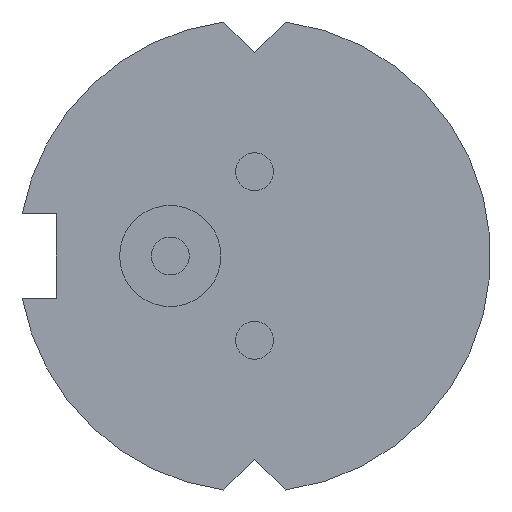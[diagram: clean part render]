
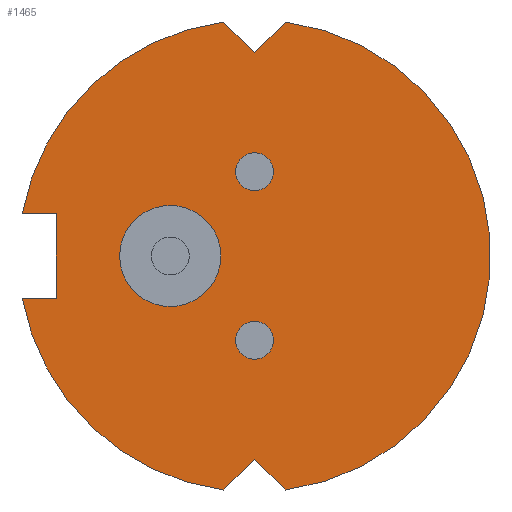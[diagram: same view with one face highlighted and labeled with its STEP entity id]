
A CAD part, front view. The second image highlights one B-rep face of the part: STEP entity #1465.
In plain terms, the highlighted planar face has unit normal (0, -1, 0).
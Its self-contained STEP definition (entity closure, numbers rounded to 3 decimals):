
#8 = LINE ( 'NONE', #1492, #585 ) ;
#11 = CARTESIAN_POINT ( 'NONE',  ( -0.367, 0., -2.776 ) ) ;
#16 = EDGE_CURVE ( 'NONE', #874, #635, #684, .T. ) ;
#92 = CARTESIAN_POINT ( 'NONE',  ( 0., 0., 1.225 ) ) ;
#95 = DIRECTION ( 'NONE',  ( 0., 1., 0. ) ) ;
#113 = DIRECTION ( 'NONE',  ( 0., 0., 1. ) ) ;
#115 = ORIENTED_EDGE ( 'NONE', *, *, #820, .F. ) ;
#139 = CARTESIAN_POINT ( 'NONE',  ( 0., 0., -1.225 ) ) ;
#143 = CIRCLE ( 'NONE', #497, 0.225 ) ;
#160 = VERTEX_POINT ( 'NONE', #161 ) ;
#161 = CARTESIAN_POINT ( 'NONE',  ( -2.755, 0., 0.5 ) ) ;
#168 = CARTESIAN_POINT ( 'NONE',  ( 0., 0., 1. ) ) ;
#181 = DIRECTION ( 'NONE',  ( 0., 0., 1. ) ) ;
#188 = DIRECTION ( 'NONE',  ( 0., 1., 0. ) ) ;
#195 = ORIENTED_EDGE ( 'NONE', *, *, #1325, .F. ) ;
#198 = CARTESIAN_POINT ( 'NONE',  ( -1., 0., 0. ) ) ;
#201 = AXIS2_PLACEMENT_3D ( 'NONE', #1540, #461, #333 ) ;
#217 = ORIENTED_EDGE ( 'NONE', *, *, #1063, .F. ) ;
#238 = CARTESIAN_POINT ( 'NONE',  ( -1.205, 0., 1.205 ) ) ;
#245 = CIRCLE ( 'NONE', #1525, 0.6 ) ;
#248 = DIRECTION ( 'NONE',  ( 1., 0., 0. ) ) ;
#250 = LINE ( 'NONE', #1463, #968 ) ;
#263 = ORIENTED_EDGE ( 'NONE', *, *, #543, .F. ) ;
#275 = AXIS2_PLACEMENT_3D ( 'NONE', #198, #939, #707 ) ;
#276 = LINE ( 'NONE', #916, #1252 ) ;
#277 = CARTESIAN_POINT ( 'NONE',  ( 0., 0., 0. ) ) ;
#313 = EDGE_LOOP ( 'NONE', ( #668, #1129, #217, #621, #1162, #387, #949, #754, #1334, #195 ) ) ;
#333 = DIRECTION ( 'NONE',  ( 0., 0., 1. ) ) ;
#338 = VERTEX_POINT ( 'NONE', #352 ) ;
#352 = CARTESIAN_POINT ( 'NONE',  ( -2.755, 0., -0.5 ) ) ;
#368 = EDGE_CURVE ( 'NONE', #338, #635, #979, .T. ) ;
#386 = CIRCLE ( 'NONE', #1294, 0.225 ) ;
#387 = ORIENTED_EDGE ( 'NONE', *, *, #537, .F. ) ;
#390 = FACE_BOUND ( 'NONE', #1379, .T. ) ;
#395 = CIRCLE ( 'NONE', #571, 2.8 ) ;
#396 = CARTESIAN_POINT ( 'NONE',  ( 1.205, 0., -1.205 ) ) ;
#405 = DIRECTION ( 'NONE',  ( -0.707, 0., -0.707 ) ) ;
#441 = DIRECTION ( 'NONE',  ( 0., -1., 0. ) ) ;
#447 = CARTESIAN_POINT ( 'NONE',  ( -1., 0., 0. ) ) ;
#452 = EDGE_CURVE ( 'NONE', #1011, #1104, #1397, .T. ) ;
#454 = CIRCLE ( 'NONE', #814, 2.8 ) ;
#458 = EDGE_CURVE ( 'NONE', #494, #1095, #143, .T. ) ;
#461 = DIRECTION ( 'NONE',  ( 0., -1., 0. ) ) ;
#462 = CARTESIAN_POINT ( 'NONE',  ( 0.367, 0., 2.776 ) ) ;
#494 = VERTEX_POINT ( 'NONE', #92 ) ;
#497 = AXIS2_PLACEMENT_3D ( 'NONE', #168, #1390, #660 ) ;
#502 = DIRECTION ( 'NONE',  ( -0.707, 0., 0.707 ) ) ;
#504 = FACE_BOUND ( 'NONE', #675, .T. ) ;
#537 = EDGE_CURVE ( 'NONE', #755, #1527, #889, .T. ) ;
#543 = EDGE_CURVE ( 'NONE', #1488, #764, #766, .T. ) ;
#558 = CIRCLE ( 'NONE', #795, 0.225 ) ;
#571 = AXIS2_PLACEMENT_3D ( 'NONE', #1291, #188, #680 ) ;
#572 = VECTOR ( 'NONE', #248, 1000. ) ;
#584 = EDGE_CURVE ( 'NONE', #764, #1488, #245, .T. ) ;
#585 = VECTOR ( 'NONE', #1243, 1000. ) ;
#594 = DIRECTION ( 'NONE',  ( 0., 0., 1. ) ) ;
#621 = ORIENTED_EDGE ( 'NONE', *, *, #452, .F. ) ;
#627 = CARTESIAN_POINT ( 'NONE',  ( 0., 0., 0. ) ) ;
#635 = VERTEX_POINT ( 'NONE', #1319 ) ;
#659 = EDGE_CURVE ( 'NONE', #1011, #1527, #276, .T. ) ;
#660 = DIRECTION ( 'NONE',  ( 0., 0., 1. ) ) ;
#665 = CIRCLE ( 'NONE', #201, 0.225 ) ;
#668 = ORIENTED_EDGE ( 'NONE', *, *, #16, .T. ) ;
#673 = DIRECTION ( 'NONE',  ( 1., 0., 0. ) ) ;
#675 = EDGE_LOOP ( 'NONE', ( #115, #1554 ) ) ;
#680 = DIRECTION ( 'NONE',  ( 0., 0., 1. ) ) ;
#684 = LINE ( 'NONE', #1311, #1552 ) ;
#699 = DIRECTION ( 'NONE',  ( 0., -1., 0. ) ) ;
#700 = CARTESIAN_POINT ( 'NONE',  ( -1., 0., -0.6 ) ) ;
#707 = DIRECTION ( 'NONE',  ( 0., 0., 1. ) ) ;
#718 = CARTESIAN_POINT ( 'NONE',  ( 0., 0., -1. ) ) ;
#723 = DIRECTION ( 'NONE',  ( 0., 1., 0. ) ) ;
#754 = ORIENTED_EDGE ( 'NONE', *, *, #1278, .T. ) ;
#755 = VERTEX_POINT ( 'NONE', #462 ) ;
#764 = VERTEX_POINT ( 'NONE', #700 ) ;
#766 = CIRCLE ( 'NONE', #275, 0.6 ) ;
#779 = FACE_BOUND ( 'NONE', #1258, .T. ) ;
#780 = ORIENTED_EDGE ( 'NONE', *, *, #458, .F. ) ;
#795 = AXIS2_PLACEMENT_3D ( 'NONE', #833, #441, #1170 ) ;
#814 = AXIS2_PLACEMENT_3D ( 'NONE', #627, #723, #113 ) ;
#816 = CARTESIAN_POINT ( 'NONE',  ( 0., 0., 0. ) ) ;
#820 = EDGE_CURVE ( 'NONE', #1031, #830, #386, .T. ) ;
#830 = VERTEX_POINT ( 'NONE', #139 ) ;
#833 = CARTESIAN_POINT ( 'NONE',  ( 0., 0., 1. ) ) ;
#852 = VECTOR ( 'NONE', #1359, 1000. ) ;
#853 = EDGE_CURVE ( 'NONE', #926, #755, #1578, .T. ) ;
#854 = ORIENTED_EDGE ( 'NONE', *, *, #1027, .F. ) ;
#864 = CARTESIAN_POINT ( 'NONE',  ( -2.35, 0., 0.5 ) ) ;
#866 = CARTESIAN_POINT ( 'NONE',  ( 0., 0., -0.5 ) ) ;
#874 = VERTEX_POINT ( 'NONE', #864 ) ;
#885 = FACE_OUTER_BOUND ( 'NONE', #313, .T. ) ;
#889 = CIRCLE ( 'NONE', #1302, 2.8 ) ;
#892 = CARTESIAN_POINT ( 'NONE',  ( 0., 0., 2.409 ) ) ;
#916 = CARTESIAN_POINT ( 'NONE',  ( -1.205, 0., -1.205 ) ) ;
#920 = CARTESIAN_POINT ( 'NONE',  ( -1., 0., 0.6 ) ) ;
#926 = VERTEX_POINT ( 'NONE', #892 ) ;
#931 = CARTESIAN_POINT ( 'NONE',  ( 0., 0., -0.775 ) ) ;
#939 = DIRECTION ( 'NONE',  ( 0., -1., 0. ) ) ;
#949 = ORIENTED_EDGE ( 'NONE', *, *, #853, .F. ) ;
#968 = VECTOR ( 'NONE', #502, 1000. ) ;
#976 = CARTESIAN_POINT ( 'NONE',  ( 0., 0., 0.775 ) ) ;
#979 = LINE ( 'NONE', #866, #572 ) ;
#985 = VECTOR ( 'NONE', #405, 1000. ) ;
#1011 = VERTEX_POINT ( 'NONE', #1432 ) ;
#1027 = EDGE_CURVE ( 'NONE', #1095, #494, #558, .T. ) ;
#1031 = VERTEX_POINT ( 'NONE', #931 ) ;
#1034 = EDGE_CURVE ( 'NONE', #830, #1031, #665, .T. ) ;
#1057 = DIRECTION ( 'NONE',  ( 0., -1., 0. ) ) ;
#1061 = DIRECTION ( 'NONE',  ( 0., 0., -1. ) ) ;
#1062 = DIRECTION ( 'NONE',  ( 0., 0., 1. ) ) ;
#1063 = EDGE_CURVE ( 'NONE', #1104, #338, #454, .T. ) ;
#1095 = VERTEX_POINT ( 'NONE', #976 ) ;
#1104 = VERTEX_POINT ( 'NONE', #11 ) ;
#1126 = AXIS2_PLACEMENT_3D ( 'NONE', #277, #95, #673 ) ;
#1129 = ORIENTED_EDGE ( 'NONE', *, *, #368, .F. ) ;
#1143 = DIRECTION ( 'NONE',  ( 0.707, 0., -0.707 ) ) ;
#1162 = ORIENTED_EDGE ( 'NONE', *, *, #659, .T. ) ;
#1170 = DIRECTION ( 'NONE',  ( 0., 0., 1. ) ) ;
#1214 = DIRECTION ( 'NONE',  ( 0., 1., 0. ) ) ;
#1243 = DIRECTION ( 'NONE',  ( -1., 0., 0. ) ) ;
#1252 = VECTOR ( 'NONE', #1143, 1000. ) ;
#1258 = EDGE_LOOP ( 'NONE', ( #780, #854 ) ) ;
#1278 = EDGE_CURVE ( 'NONE', #926, #1363, #250, .T. ) ;
#1291 = CARTESIAN_POINT ( 'NONE',  ( 0., 0., 0. ) ) ;
#1294 = AXIS2_PLACEMENT_3D ( 'NONE', #718, #1057, #594 ) ;
#1302 = AXIS2_PLACEMENT_3D ( 'NONE', #816, #1214, #1062 ) ;
#1311 = CARTESIAN_POINT ( 'NONE',  ( -2.35, 0., 0. ) ) ;
#1319 = CARTESIAN_POINT ( 'NONE',  ( -2.35, 0., -0.5 ) ) ;
#1325 = EDGE_CURVE ( 'NONE', #874, #160, #8, .T. ) ;
#1334 = ORIENTED_EDGE ( 'NONE', *, *, #1559, .F. ) ;
#1359 = DIRECTION ( 'NONE',  ( 0.707, 0., 0.707 ) ) ;
#1363 = VERTEX_POINT ( 'NONE', #1504 ) ;
#1375 = ORIENTED_EDGE ( 'NONE', *, *, #584, .F. ) ;
#1378 = PLANE ( 'NONE',  #1126 ) ;
#1379 = EDGE_LOOP ( 'NONE', ( #263, #1375 ) ) ;
#1390 = DIRECTION ( 'NONE',  ( 0., -1., 0. ) ) ;
#1397 = LINE ( 'NONE', #396, #985 ) ;
#1432 = CARTESIAN_POINT ( 'NONE',  ( 0., 0., -2.409 ) ) ;
#1463 = CARTESIAN_POINT ( 'NONE',  ( 1.205, 0., 1.205 ) ) ;
#1465 = ADVANCED_FACE ( 'NONE', ( #779, #504, #390, #885 ), #1378, .F. ) ;
#1488 = VERTEX_POINT ( 'NONE', #920 ) ;
#1492 = CARTESIAN_POINT ( 'NONE',  ( -2.4, 0., 0.5 ) ) ;
#1504 = CARTESIAN_POINT ( 'NONE',  ( -0.367, 0., 2.776 ) ) ;
#1524 = CARTESIAN_POINT ( 'NONE',  ( 0.367, 0., -2.776 ) ) ;
#1525 = AXIS2_PLACEMENT_3D ( 'NONE', #447, #699, #181 ) ;
#1527 = VERTEX_POINT ( 'NONE', #1524 ) ;
#1540 = CARTESIAN_POINT ( 'NONE',  ( 0., 0., -1. ) ) ;
#1552 = VECTOR ( 'NONE', #1061, 1000. ) ;
#1554 = ORIENTED_EDGE ( 'NONE', *, *, #1034, .F. ) ;
#1559 = EDGE_CURVE ( 'NONE', #160, #1363, #395, .T. ) ;
#1578 = LINE ( 'NONE', #238, #852 ) ;
